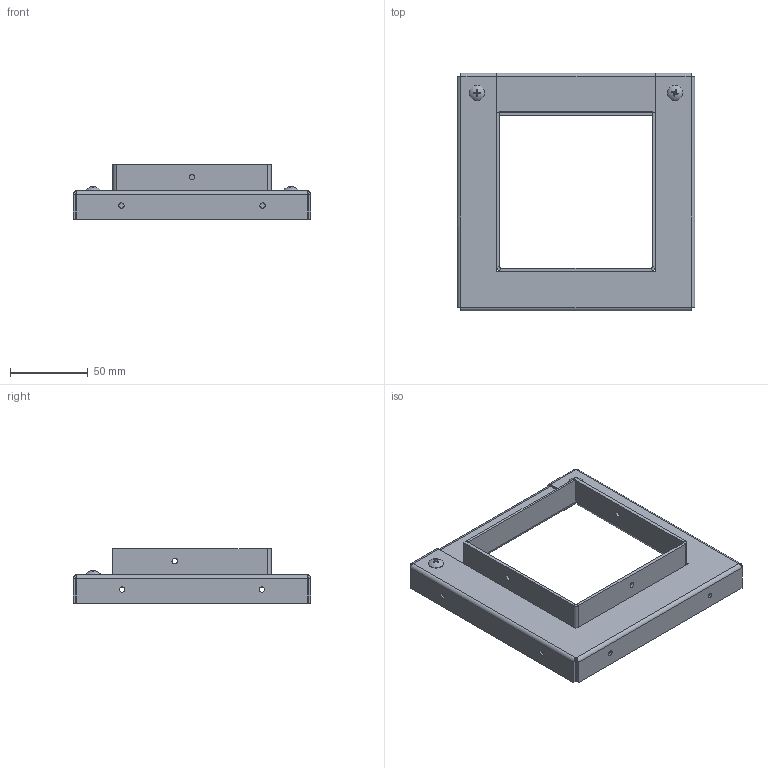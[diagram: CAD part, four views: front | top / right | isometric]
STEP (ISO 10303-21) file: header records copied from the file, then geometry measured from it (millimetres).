
FILE_DESCRIPTION(/* description */ ('REDUCER WIREWAY FITTING, BTM, 6X6 - 4X4'),/* implementation_level */ '2;1');
FILE_NAME(/* name */ 'R0604G.stp',/* time_stamp */ '2015-10-19T16:58:35+05:00',/* author */ ('schinnathambi'),/* organization */ (''),/* preprocessor_version */ 'ST-DEVELOPER v16.1',/* originating_system */ 'Autodesk Inventor 2016',/* authorisation */ '');
FILE_SCHEMA (('AUTOMOTIVE_DESIGN { 1 0 10303 214 3 1 1 }'));
Length unit declared in the file: inch
Products named in the file (5): R0604GBTM; R0404GPABTM; R0604GTOP; 372177; R0604G
Assembly tree (5 placements, depth 2):
  R0604G
    R0604GBTM
    R0404GPABTM
    R0604GTOP
    372177  x2
Bounding box: 152.4 x 152.4 x 34.94 mm (x, y, z)
Volume: 58316 mm3; surface area: 74207.2 mm2
Topology: 5 solids, 5 shells, 209 faces, 491 edges, 294 vertices
Faces by surface type: plane 126, cylinder 45, cone 20, bspline 8, torus 8, sphere 2
Full cylindrical faces by diameter (mm): 3.454 x9, 3.734 x2, 4.166 x2, 6.35 x2, 9.754 x2
Entity records: 5561 total; most frequent: CARTESIAN_POINT 1290, DIRECTION 814, ORIENTED_EDGE 806, EDGE_CURVE 403, AXIS2_PLACEMENT_3D 275, LINE 264, VECTOR 264, VERTEX_POINT 247
